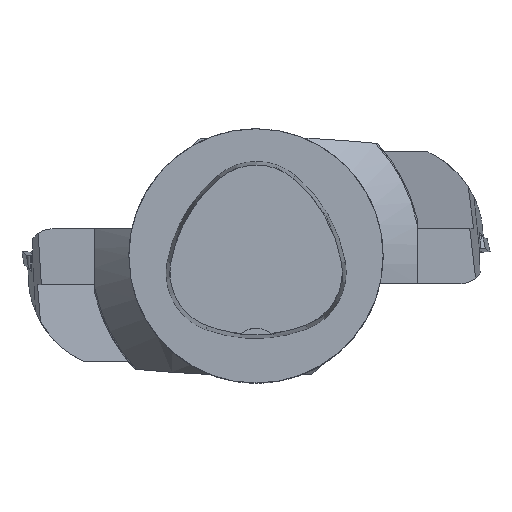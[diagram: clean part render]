
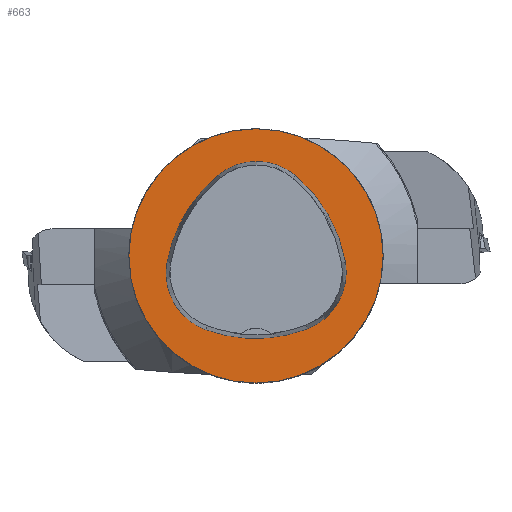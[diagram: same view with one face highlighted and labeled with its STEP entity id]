
A CAD part, top view. The second image highlights one B-rep face of the part: STEP entity #663.
In plain terms, the highlighted planar face has unit normal (0, 0, 1).
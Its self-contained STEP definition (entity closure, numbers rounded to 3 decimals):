
#334=FACE_BOUND('',#1277,.T.);
#335=FACE_BOUND('',#1278,.T.);
#435=CIRCLE('',#4727,31.5);
#440=CIRCLE('',#4741,36.);
#442=CIRCLE('',#4744,15.);
#444=CIRCLE('',#4747,36.);
#446=CIRCLE('',#4750,15.);
#450=CIRCLE('',#4755,36.);
#452=CIRCLE('',#4758,15.);
#663=ADVANCED_FACE('',(#334,#335),#838,.T.);
#838=PLANE('',#4763);
#1277=EDGE_LOOP('',(#2355,#2356,#2357,#2358,#2359,#2360));
#1278=EDGE_LOOP('',(#2361));
#2355=ORIENTED_EDGE('',*,*,#3520,.T.);
#2356=ORIENTED_EDGE('',*,*,#3500,.T.);
#2357=ORIENTED_EDGE('',*,*,#3504,.T.);
#2358=ORIENTED_EDGE('',*,*,#3507,.T.);
#2359=ORIENTED_EDGE('',*,*,#3510,.T.);
#2360=ORIENTED_EDGE('',*,*,#3518,.T.);
#2361=ORIENTED_EDGE('',*,*,#3479,.F.);
#2956=VERTEX_POINT('',#7204);
#2977=VERTEX_POINT('',#7257);
#2978=VERTEX_POINT('',#7258);
#2981=VERTEX_POINT('',#7266);
#2983=VERTEX_POINT('',#7272);
#2985=VERTEX_POINT('',#7278);
#2992=VERTEX_POINT('',#7299);
#3479=EDGE_CURVE('',#2956,#2956,#435,.T.);
#3500=EDGE_CURVE('',#2977,#2978,#440,.T.);
#3504=EDGE_CURVE('',#2978,#2981,#442,.T.);
#3507=EDGE_CURVE('',#2981,#2983,#444,.T.);
#3510=EDGE_CURVE('',#2983,#2985,#446,.T.);
#3518=EDGE_CURVE('',#2985,#2992,#450,.T.);
#3520=EDGE_CURVE('',#2992,#2977,#452,.T.);
#4727=AXIS2_PLACEMENT_3D('',#7203,#5589,#5590);
#4741=AXIS2_PLACEMENT_3D('',#7256,#5623,#5624);
#4744=AXIS2_PLACEMENT_3D('',#7265,#5631,#5632);
#4747=AXIS2_PLACEMENT_3D('',#7271,#5638,#5639);
#4750=AXIS2_PLACEMENT_3D('',#7277,#5645,#5646);
#4755=AXIS2_PLACEMENT_3D('',#7300,#5657,#5658);
#4758=AXIS2_PLACEMENT_3D('',#7303,#5663,#5664);
#4763=AXIS2_PLACEMENT_3D('',#7308,#5673,#5674);
#5589=DIRECTION('',(0.,0.,-1.));
#5590=DIRECTION('',(-1.,0.,0.));
#5623=DIRECTION('',(0.,0.,-1.));
#5624=DIRECTION('',(-1.,0.,0.));
#5631=DIRECTION('',(0.,0.,-1.));
#5632=DIRECTION('',(-1.,0.,0.));
#5638=DIRECTION('',(0.,0.,-1.));
#5639=DIRECTION('',(-1.,0.,0.));
#5645=DIRECTION('',(0.,0.,-1.));
#5646=DIRECTION('',(-1.,0.,0.));
#5657=DIRECTION('',(0.,0.,-1.));
#5658=DIRECTION('',(-1.,0.,0.));
#5663=DIRECTION('',(0.,0.,-1.));
#5664=DIRECTION('',(-1.,0.,0.));
#5673=DIRECTION('',(0.,0.,1.));
#5674=DIRECTION('',(1.,0.,0.));
#7203=CARTESIAN_POINT('',(0.,0.,0.));
#7204=CARTESIAN_POINT('',(-31.5,0.,0.));
#7256=CARTESIAN_POINT('',(13.398,-7.893,0.));
#7257=CARTESIAN_POINT('',(-22.041,-1.562,0.));
#7258=CARTESIAN_POINT('',(-9.317,20.036,0.));
#7265=CARTESIAN_POINT('',(0.148,8.399,0.));
#7266=CARTESIAN_POINT('',(9.779,19.898,0.));
#7271=CARTESIAN_POINT('',(-13.337,-7.7,0.));
#7272=CARTESIAN_POINT('',(22.122,-1.48,0.));
#7277=CARTESIAN_POINT('',(7.347,-4.071,0.));
#7278=CARTESIAN_POINT('',(12.693,-18.087,0.));
#7299=CARTESIAN_POINT('',(-12.373,-18.307,0.));
#7300=CARTESIAN_POINT('',(-0.137,15.55,0.));
#7303=CARTESIAN_POINT('',(-7.275,-4.2,0.));
#7308=CARTESIAN_POINT('',(0.,0.,0.));
